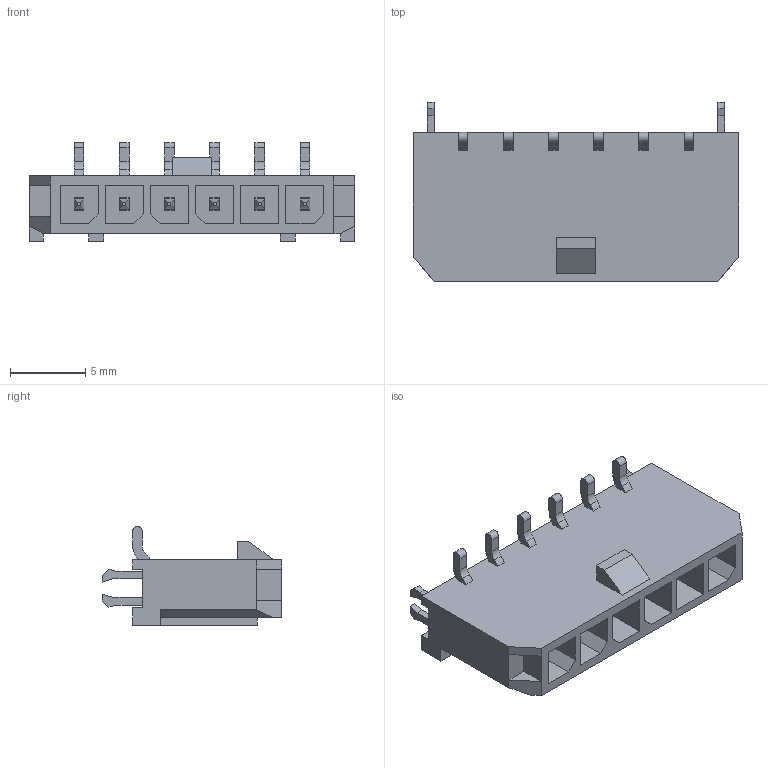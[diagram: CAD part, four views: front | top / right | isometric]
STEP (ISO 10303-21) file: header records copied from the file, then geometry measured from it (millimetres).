
FILE_DESCRIPTION(/* description */ (''),/* implementation_level */ '2;1');
FILE_NAME(/* name */ '436500621wbm000_01_214.stp',/* time_stamp */ '2022-06-14T10:16:02+06:00',/* author */ (''),/* organization */ (''),/* preprocessor_version */ 'ST-DEVELOPER v16.7',/* originating_system */ 'SIEMENS PLM Software NX 1919',/* authorisation */ '');
FILE_SCHEMA (('AUTOMOTIVE_DESIGN { 1 0 10303 214 3 1 1 1 }'));
Length unit declared in the file: millimetre
Products named in the file (1): 436500621wbm000_01
Bounding box: 21.64 x 11.9 x 6.55 mm (x, y, z)
Volume: 555.1 mm3; surface area: 1219.3 mm2
Topology: 1 solids, 1 shells, 240 faces, 605 edges, 392 vertices
Faces by surface type: plane 192, cylinder 48
Entity records: 7117 total; most frequent: CARTESIAN_POINT 1238, ORIENTED_EDGE 1210, DIRECTION 1183, EDGE_CURVE 605, LINE 509, VECTOR 509, VERTEX_POINT 392, AXIS2_PLACEMENT_3D 337
